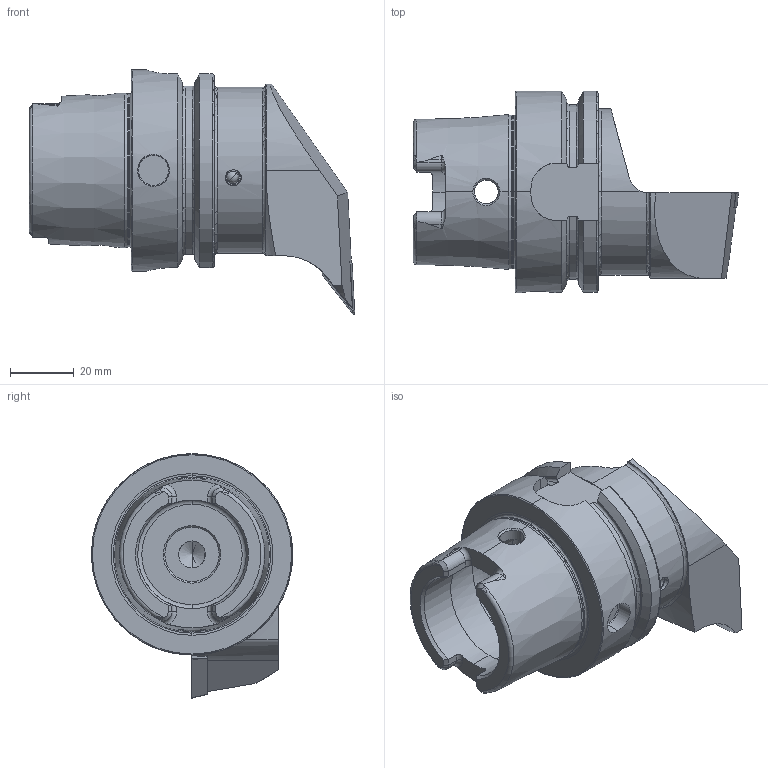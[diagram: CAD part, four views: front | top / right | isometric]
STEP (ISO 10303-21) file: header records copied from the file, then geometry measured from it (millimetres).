
FILE_DESCRIPTION (( 'STEP AP203' ), '1' );
FILE_NAME ('HA6.KVB.RUA.070.STEP', '2013-03-27T14:35:03', ( 'baer' ), ( 'Hewlett-Packard Company' ), 'SwSTEP 2.0', 'SolidWorks 2012', '' );
FILE_SCHEMA (( 'CONFIG_CONTROL_DESIGN' ));
Length unit declared in the file: millimetre
Products named in the file (5): HA6.KVB.RUA.070; KVT_MB_600_050; VCMT160404; WCB-ER2.001.009_A; HA6-KVB.RUA.070_B
Assembly tree (4 placements, depth 2):
  HA6.KVB.RUA.070
    HA6-KVB.RUA.070_B
    WCB-ER2.001.009_A
    VCMT160404
    KVT_MB_600_050
Bounding box: 101.9 x 63 x 76.53 mm (x, y, z)
Volume: 131587.8 mm3; surface area: 30053.4 mm2
Topology: 5 solids, 5 shells, 319 faces, 824 edges, 504 vertices
Faces by surface type: cylinder 93, plane 83, cone 81, torus 38, bspline 20, sphere 4
Entity records: 12002 total; most frequent: CARTESIAN_POINT 4166, ORIENTED_EDGE 1610, DIRECTION 1452, EDGE_CURVE 805, AXIS2_PLACEMENT_3D 580, VERTEX_POINT 501, EDGE_LOOP 334, FACE_OUTER_BOUND 319
